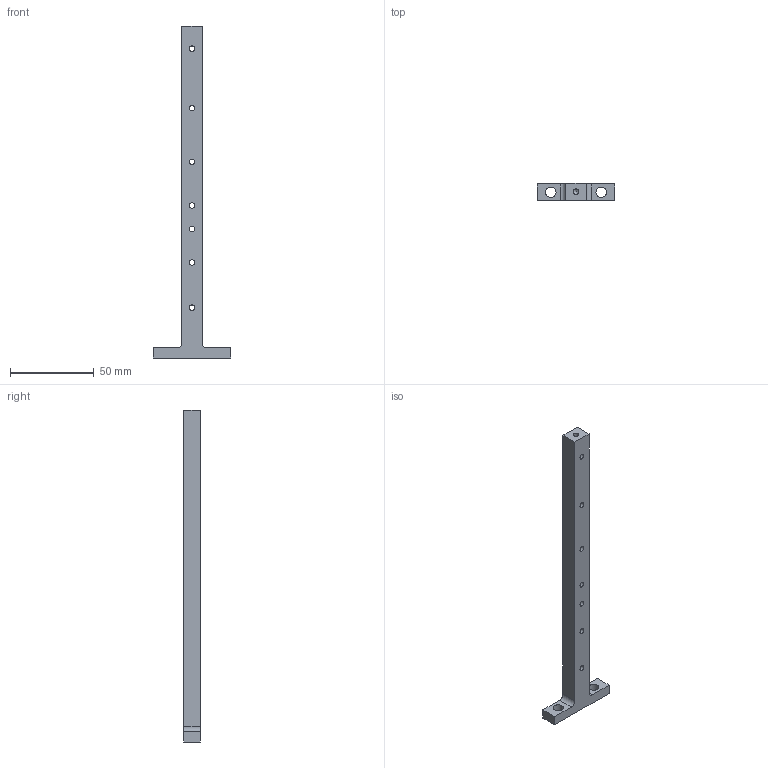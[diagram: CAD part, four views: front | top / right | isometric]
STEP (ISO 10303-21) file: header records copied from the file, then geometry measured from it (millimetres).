
FILE_DESCRIPTION(/* description */ (''),/* implementation_level */ '2;1');
FILE_NAME(/* name */ '190718_T_support.stp',/* time_stamp */ '2019-07-18T14:05:29+02:00',/* author */ (''),/* organization */ (''),/* preprocessor_version */ 'ST-DEVELOPER v16.7',/* originating_system */ 'SIEMENS PLM Software NX 12.0',/* authorisation */ '');
FILE_SCHEMA (('AUTOMOTIVE_DESIGN { 1 0 10303 214 3 1 1 1 }'));
Length unit declared in the file: millimetre
Products named in the file (1): bmas477C8C18u67q
Bounding box: 46 x 10 x 198 mm (x, y, z)
Volume: 24806.4 mm3; surface area: 10825.3 mm2
Topology: 1 solids, 1 shells, 23 faces, 67 edges, 46 vertices
Faces by surface type: cylinder 12, plane 10, cone 1
Full cylindrical faces by diameter (mm): 3.3 x8, 6.2 x2
Entity records: 740 total; most frequent: DIRECTION 122, CARTESIAN_POINT 115, ORIENTED_EDGE 100, EDGE_LOOP 52, EDGE_CURVE 50, AXIS2_PLACEMENT_3D 48, FACE_BOUND 47, VERTEX_POINT 41
